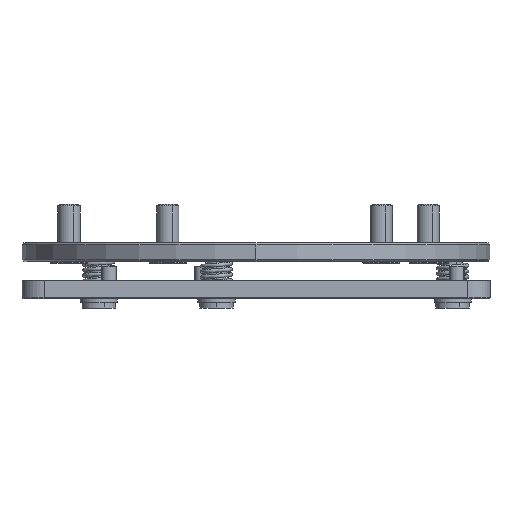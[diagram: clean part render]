
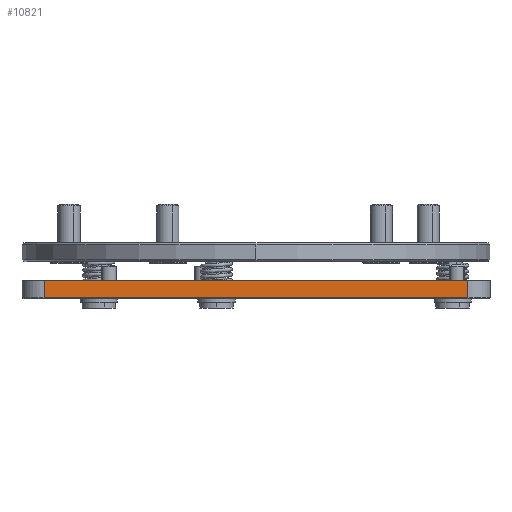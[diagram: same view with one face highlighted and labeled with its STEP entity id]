
A CAD part, left-side view. The second image highlights one B-rep face of the part: STEP entity #10821.
In plain terms, the highlighted planar face has unit normal (-1, 0, 0).
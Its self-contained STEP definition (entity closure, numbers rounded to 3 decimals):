
#88 = VECTOR ( 'NONE', #4319, 1000. ) ;
#174 = EDGE_CURVE ( 'NONE', #10010, #7669, #11414, .T. ) ;
#175 = VECTOR ( 'NONE', #10513, 1000. ) ;
#302 = CARTESIAN_POINT ( 'NONE',  ( -63., 57., -9.8 ) ) ;
#677 = EDGE_CURVE ( 'NONE', #2102, #5210, #8541, .T. ) ;
#744 = DIRECTION ( 'NONE',  ( 0., 0., 1. ) ) ;
#2102 = VERTEX_POINT ( 'NONE', #302 ) ;
#2188 = VECTOR ( 'NONE', #744, 1000. ) ;
#2644 = CARTESIAN_POINT ( 'NONE',  ( -63., 57., -5. ) ) ;
#3235 = DIRECTION ( 'NONE',  ( 0., 1., 0. ) ) ;
#4319 = DIRECTION ( 'NONE',  ( 0., 0., -1. ) ) ;
#4542 = AXIS2_PLACEMENT_3D ( 'NONE', #7943, #11584, #7048 ) ;
#5142 = CARTESIAN_POINT ( 'NONE',  ( -63., 63., -5.2 ) ) ;
#5210 = VERTEX_POINT ( 'NONE', #10986 ) ;
#5283 = CARTESIAN_POINT ( 'NONE',  ( -63., -57., -5. ) ) ;
#5389 = ORIENTED_EDGE ( 'NONE', *, *, #6385, .T. ) ;
#5788 = CARTESIAN_POINT ( 'NONE',  ( -63., -57., -9.8 ) ) ;
#6056 = EDGE_LOOP ( 'NONE', ( #5389, #7680, #6375, #11134 ) ) ;
#6375 = ORIENTED_EDGE ( 'NONE', *, *, #6530, .T. ) ;
#6385 = EDGE_CURVE ( 'NONE', #7669, #2102, #11791, .T. ) ;
#6530 = EDGE_CURVE ( 'NONE', #5210, #10010, #8034, .T. ) ;
#7048 = DIRECTION ( 'NONE',  ( 0., 1., 0. ) ) ;
#7173 = CARTESIAN_POINT ( 'NONE',  ( -63., -57., -5.2 ) ) ;
#7669 = VERTEX_POINT ( 'NONE', #10964 ) ;
#7680 = ORIENTED_EDGE ( 'NONE', *, *, #677, .T. ) ;
#7943 = CARTESIAN_POINT ( 'NONE',  ( -63., 63., -5. ) ) ;
#8034 = LINE ( 'NONE', #5283, #2188 ) ;
#8541 = LINE ( 'NONE', #5788, #175 ) ;
#10010 = VERTEX_POINT ( 'NONE', #7173 ) ;
#10239 = VECTOR ( 'NONE', #3235, 1000. ) ;
#10513 = DIRECTION ( 'NONE',  ( 0., -1., 0. ) ) ;
#10576 = PLANE ( 'NONE',  #4542 ) ;
#10821 = ADVANCED_FACE ( 'NONE', ( #11470 ), #10576, .F. ) ;
#10964 = CARTESIAN_POINT ( 'NONE',  ( -63., 57., -5.2 ) ) ;
#10986 = CARTESIAN_POINT ( 'NONE',  ( -63., -57., -9.8 ) ) ;
#11134 = ORIENTED_EDGE ( 'NONE', *, *, #174, .T. ) ;
#11414 = LINE ( 'NONE', #5142, #10239 ) ;
#11470 = FACE_OUTER_BOUND ( 'NONE', #6056, .T. ) ;
#11584 = DIRECTION ( 'NONE',  ( 1., 0., 0. ) ) ;
#11791 = LINE ( 'NONE', #2644, #88 ) ;
